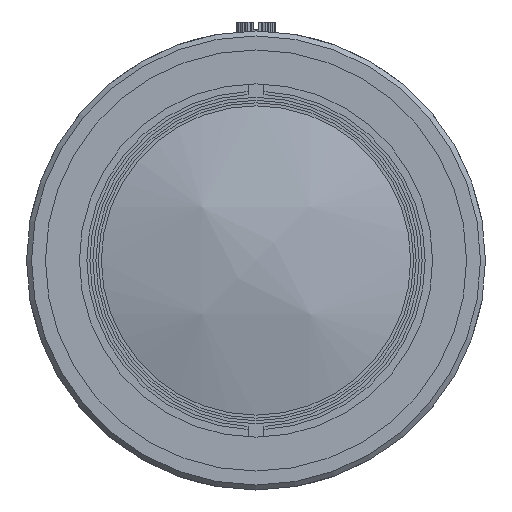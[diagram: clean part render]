
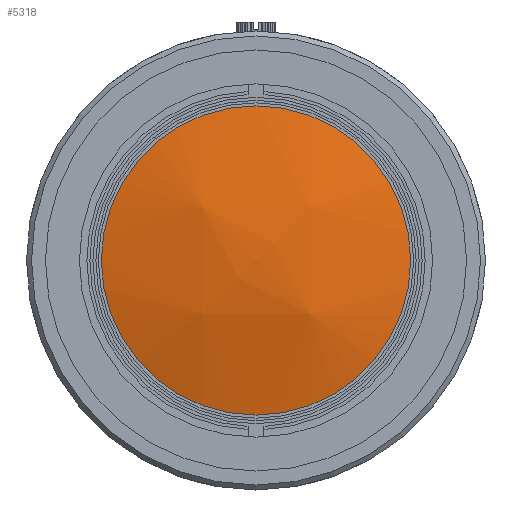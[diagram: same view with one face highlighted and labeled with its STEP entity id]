
A CAD part, left-side view. The second image highlights one B-rep face of the part: STEP entity #5318.
In plain terms, the highlighted free-form (B-spline) face has degree [3, 3] with [4, 4] control points.
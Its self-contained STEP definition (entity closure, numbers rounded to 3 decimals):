
#522 = CARTESIAN_POINT ( 'NONE',  ( -35.011, -17.887, 63.015 ) ) ;
#850 = CIRCLE ( 'NONE', #5918, 15.8 ) ;
#912 = EDGE_CURVE ( 'NONE', #14570, #14570, #850, .T. ) ;
#1349 = CARTESIAN_POINT ( 'NONE',  ( -38.608, -7.395, 62.628 ) ) ;
#1807 = CARTESIAN_POINT ( 'NONE',  ( -34.239, 13.992, 68.241 ) ) ;
#2304 = ORIENTED_EDGE ( 'NONE', *, *, #912, .T. ) ;
#2491 = CARTESIAN_POINT ( 'NONE',  ( -38.62, 3.676, 62.626 ) ) ;
#3855 = CARTESIAN_POINT ( 'NONE',  ( -35.024, 3.676, 51.918 ) ) ;
#4001 = FACE_OUTER_BOUND ( 'NONE', #8084, .T. ) ;
#4198 = CARTESIAN_POINT ( 'NONE',  ( -34.239, -1.808, 68.241 ) ) ;
#5128 = CARTESIAN_POINT ( 'NONE',  ( -38.612, 3.676, 73.922 ) ) ;
#5318 = ADVANCED_FACE ( 'NONE', ( #4001 ), #14539, .T. ) ;
#5918 = AXIS2_PLACEMENT_3D ( 'NONE', #4198, #11050, #12501 ) ;
#7244 = CARTESIAN_POINT ( 'NONE',  ( -31.694, 14.176, 53.036 ) ) ;
#7321 = CARTESIAN_POINT ( 'NONE',  ( -38.601, -7.395, 73.921 ) ) ;
#8084 = EDGE_LOOP ( 'NONE', ( #2304 ) ) ;
#8446 = CARTESIAN_POINT ( 'NONE',  ( -35.003, 3.676, 84.626 ) ) ;
#8525 = CARTESIAN_POINT ( 'NONE',  ( -31.664, -17.887, 53.046 ) ) ;
#8597 = CARTESIAN_POINT ( 'NONE',  ( -31.675, 14.176, 83.503 ) ) ;
#9428 = CARTESIAN_POINT ( 'NONE',  ( -35.043, 14.176, 63.011 ) ) ;
#10625 = CARTESIAN_POINT ( 'NONE',  ( -31.644, -17.887, 83.493 ) ) ;
#10774 = CARTESIAN_POINT ( 'NONE',  ( -35.004, -17.887, 73.529 ) ) ;
#10847 = CARTESIAN_POINT ( 'NONE',  ( -35.036, 14.176, 73.533 ) ) ;
#11050 = DIRECTION ( 'NONE',  ( -1., 0., 0. ) ) ;
#12501 = DIRECTION ( 'NONE',  ( 0., 1., 0. ) ) ;
#13049 = CARTESIAN_POINT ( 'NONE',  ( -34.993, -7.395, 84.622 ) ) ;
#14032 = CARTESIAN_POINT ( 'NONE',  ( -35.014, -7.395, 51.922 ) ) ;
#14539 =( BOUNDED_SURFACE ( )  B_SPLINE_SURFACE ( 3, 3, ( 
 ( #7244, #9428, #10847, #8597 ),
 ( #3855, #2491, #5128, #8446 ),
 ( #14032, #1349, #7321, #13049 ),
 ( #8525, #522, #10774, #10625 ) ),
 .UNSPECIFIED., .F., .F., .F. ) 
 B_SPLINE_SURFACE_WITH_KNOTS ( ( 4, 4 ),
 ( 4, 4 ),
 ( 0., 1. ),
 ( 0., 1. ),
 .UNSPECIFIED. ) 
 GEOMETRIC_REPRESENTATION_ITEM ( )  RATIONAL_B_SPLINE_SURFACE ( (
 ( 1., 0.965, 0.965, 1.),
 ( 0.965, 0.932, 0.932, 0.965),
 ( 0.965, 0.932, 0.932, 0.965),
 ( 1., 0.965, 0.965, 1.) ) ) 
 REPRESENTATION_ITEM ( '' )  SURFACE ( )  );
#14570 = VERTEX_POINT ( 'NONE', #1807 ) ;
